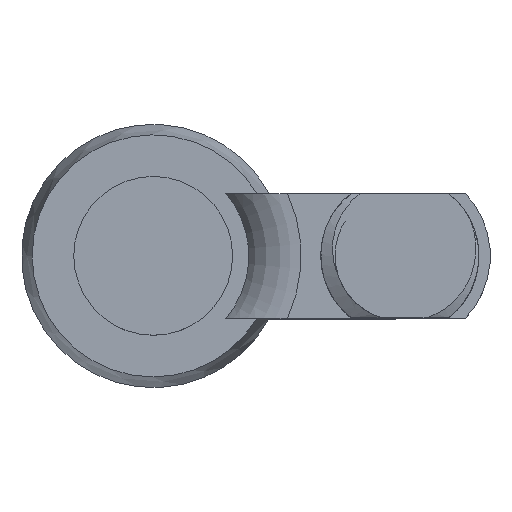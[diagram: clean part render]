
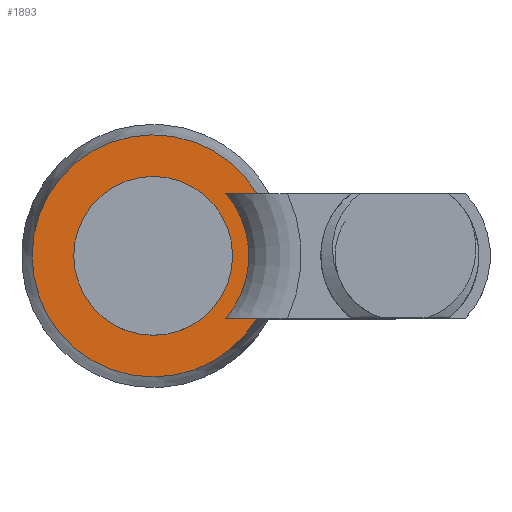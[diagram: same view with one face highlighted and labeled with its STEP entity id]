
A CAD part, top view. The second image highlights one B-rep face of the part: STEP entity #1893.
In plain terms, the highlighted planar face has unit normal (0, 0, 1).
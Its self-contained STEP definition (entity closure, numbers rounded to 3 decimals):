
#53=FACE_BOUND('',#320,.T.);
#197=PLANE('',#2054);
#211=FACE_OUTER_BOUND('',#319,.T.);
#319=EDGE_LOOP('',(#1394,#1395,#1396,#1397));
#320=EDGE_LOOP('',(#1398));
#454=LINE('',#2917,#556);
#457=LINE('',#2963,#559);
#556=VECTOR('',#2217,10.);
#559=VECTOR('',#2254,10.);
#625=CIRCLE('',#2008,3.95);
#664=CIRCLE('',#2053,4.763);
#665=CIRCLE('',#2055,6.021);
#698=VERTEX_POINT('',#2573);
#765=VERTEX_POINT('',#2907);
#766=VERTEX_POINT('',#2916);
#785=VERTEX_POINT('',#2958);
#786=VERTEX_POINT('',#2962);
#906=EDGE_CURVE('',#698,#698,#625,.T.);
#975=EDGE_CURVE('',#765,#766,#454,.T.);
#996=EDGE_CURVE('',#786,#785,#457,.T.);
#1075=EDGE_CURVE('',#786,#765,#664,.T.);
#1076=EDGE_CURVE('',#766,#785,#665,.T.);
#1394=ORIENTED_EDGE('',*,*,#1075,.F.);
#1395=ORIENTED_EDGE('',*,*,#996,.T.);
#1396=ORIENTED_EDGE('',*,*,#1076,.F.);
#1397=ORIENTED_EDGE('',*,*,#975,.F.);
#1398=ORIENTED_EDGE('',*,*,#906,.T.);
#1893=ADVANCED_FACE('',(#211,#53),#197,.F.);
#2008=AXIS2_PLACEMENT_3D('',#2575,#2166,#2167);
#2053=AXIS2_PLACEMENT_3D('',#3300,#2324,#2325);
#2054=AXIS2_PLACEMENT_3D('',#3301,#2326,#2327);
#2055=AXIS2_PLACEMENT_3D('',#3302,#2328,#2329);
#2166=DIRECTION('center_axis',(0.,0.,-1.));
#2167=DIRECTION('ref_axis',(1.,0.,0.));
#2217=DIRECTION('',(1.,0.,0.));
#2254=DIRECTION('',(1.,0.,0.));
#2324=DIRECTION('center_axis',(0.,0.,-1.));
#2325=DIRECTION('ref_axis',(1.,0.,0.));
#2326=DIRECTION('center_axis',(0.,0.,-1.));
#2327=DIRECTION('ref_axis',(-1.,0.,0.));
#2328=DIRECTION('center_axis',(0.,0.,-1.));
#2329=DIRECTION('ref_axis',(-1.,0.,0.));
#2573=CARTESIAN_POINT('',(-9.22,0.,28.));
#2575=CARTESIAN_POINT('Origin',(-5.27,0.,28.));
#2907=CARTESIAN_POINT('',(-1.655,-3.1,28.));
#2916=CARTESIAN_POINT('',(-0.108,-3.1,28.));
#2917=CARTESIAN_POINT('',(-2.635,-3.1,28.));
#2958=CARTESIAN_POINT('',(-0.108,3.1,28.));
#2962=CARTESIAN_POINT('',(-1.655,3.1,28.));
#2963=CARTESIAN_POINT('',(-2.635,3.1,28.));
#3300=CARTESIAN_POINT('Origin',(-5.27,0.,
28.));
#3301=CARTESIAN_POINT('Origin',(-5.27,0.,28.));
#3302=CARTESIAN_POINT('Origin',(-5.27,0.,
28.));
